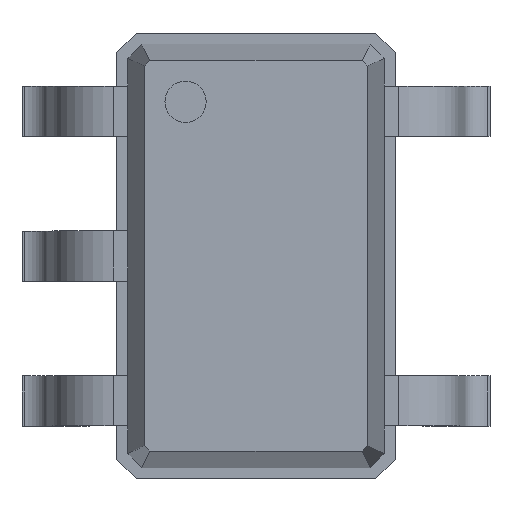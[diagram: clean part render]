
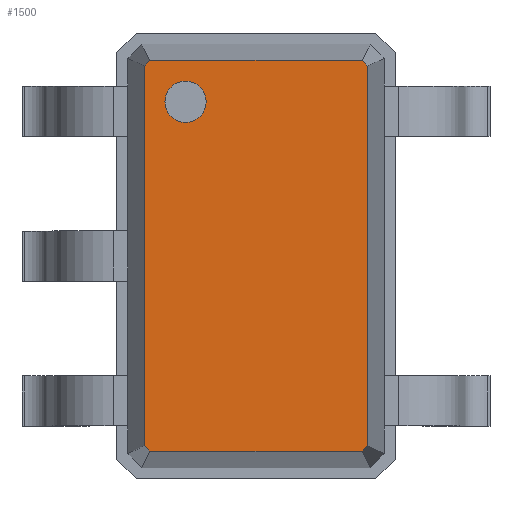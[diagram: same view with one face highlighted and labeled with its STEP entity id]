
A CAD part, top view. The second image highlights one B-rep face of the part: STEP entity #1500.
In plain terms, the highlighted planar face has unit normal (0, 0, 1).
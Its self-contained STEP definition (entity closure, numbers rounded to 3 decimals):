
#13=DIRECTION('',(0.,0.,1.));
#14=DIRECTION('',(1.,0.,-0.));
#27=VECTOR('',#28,1.);
#28=DIRECTION('',(0.707,0.707,0.));
#51=VECTOR('',#52,1.);
#52=DIRECTION('',(1.,0.,0.));
#58=VECTOR('',#59,1.);
#59=DIRECTION('',(0.707,-0.707,0.));
#65=VECTOR('',#66,1.);
#66=DIRECTION('',(0.,-1.,0.));
#72=VECTOR('',#73,1.);
#73=DIRECTION('',(-0.707,-0.707,0.));
#79=VECTOR('',#80,1.);
#80=DIRECTION('',(-1.,0.,0.));
#86=VECTOR('',#87,1.);
#87=DIRECTION('',(-0.707,0.707,0.));
#91=VECTOR('',#92,1.);
#92=DIRECTION('',(0.,1.,0.));
#95=DIRECTION('',(-0.,0.,1.));
#654=VERTEX_POINT('',#655);
#655=CARTESIAN_POINT('',(-0.501,0.851,1.1));
#657=ORIENTED_EDGE('',*,*,#658,.F.);
#658=EDGE_CURVE('',#659,#654,#661,.T.);
#659=VERTEX_POINT('',#660);
#660=CARTESIAN_POINT('',(-0.501,-0.851,1.1));
#661=LINE('',#660,#91);
#672=VERTEX_POINT('',#673);
#673=CARTESIAN_POINT('',(-0.476,0.876,1.1));
#675=ORIENTED_EDGE('',*,*,#676,.F.);
#676=EDGE_CURVE('',#654,#672,#677,.T.);
#677=LINE('',#655,#27);
#686=VERTEX_POINT('',#687);
#687=CARTESIAN_POINT('',(0.476,0.876,1.1));
#689=ORIENTED_EDGE('',*,*,#690,.F.);
#690=EDGE_CURVE('',#672,#686,#691,.T.);
#691=LINE('',#673,#51);
#700=VERTEX_POINT('',#701);
#701=CARTESIAN_POINT('',(0.501,0.851,1.1));
#703=ORIENTED_EDGE('',*,*,#704,.F.);
#704=EDGE_CURVE('',#686,#700,#705,.T.);
#705=LINE('',#687,#58);
#730=VERTEX_POINT('',#731);
#731=CARTESIAN_POINT('',(0.501,-0.851,1.1));
#733=ORIENTED_EDGE('',*,*,#734,.F.);
#734=EDGE_CURVE('',#700,#730,#735,.T.);
#735=LINE('',#701,#65);
#1500=ADVANCED_FACE('',(#1501,#1516),#1525,.T.);
#1501=FACE_BOUND('',#1502,.T.);
#1502=EDGE_LOOP('',(#675,#657,#1503,#1508,#1513,#733,#703,#689));
#1503=ORIENTED_EDGE('',*,*,#1504,.F.);
#1504=EDGE_CURVE('',#1505,#659,#1507,.T.);
#1505=VERTEX_POINT('',#1506);
#1506=CARTESIAN_POINT('',(-0.476,-0.876,1.1));
#1507=LINE('',#1506,#86);
#1508=ORIENTED_EDGE('',*,*,#1509,.F.);
#1509=EDGE_CURVE('',#1510,#1505,#1512,.T.);
#1510=VERTEX_POINT('',#1511);
#1511=CARTESIAN_POINT('',(0.476,-0.876,1.1));
#1512=LINE('',#1511,#79);
#1513=ORIENTED_EDGE('',*,*,#1514,.F.);
#1514=EDGE_CURVE('',#730,#1510,#1515,.T.);
#1515=LINE('',#731,#72);
#1516=FACE_BOUND('',#1517,.T.);
#1517=EDGE_LOOP('',(#1518));
#1518=ORIENTED_EDGE('',*,*,#1519,.F.);
#1519=EDGE_CURVE('',#1520,#1520,#1522,.T.);
#1520=VERTEX_POINT('',#1521);
#1521=CARTESIAN_POINT('',(-0.223,0.691,1.1));
#1522=CIRCLE('',#1523,0.093);
#1523=AXIS2_PLACEMENT_3D('',#1524,#13,#14);
#1524=CARTESIAN_POINT('',(-0.316,0.691,1.1));
#1525=PLANE('',#1526);
#1526=AXIS2_PLACEMENT_3D('',#655,#95,#1527);
#1527=DIRECTION('',(0.492,-0.87,0.));
